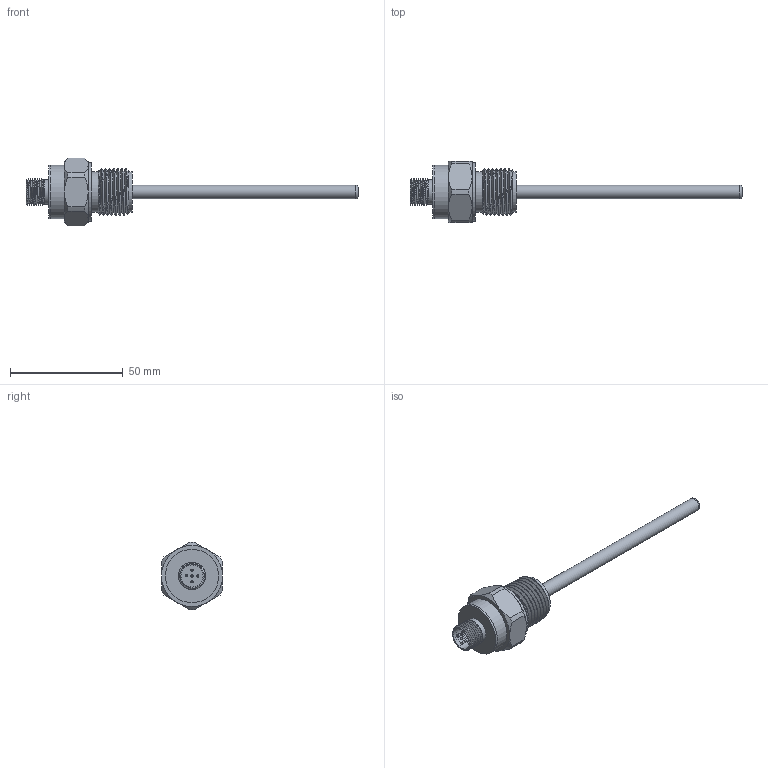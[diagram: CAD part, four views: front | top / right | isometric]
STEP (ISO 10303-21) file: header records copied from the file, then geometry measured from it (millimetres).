
FILE_DESCRIPTION(/* description */ (''),/* implementation_level */ '2;1');
FILE_NAME(/* name */ 'TM100-6-G12M-100 TM100短款航插接头G12外螺纹不含螺纹100长.stp',/* time_stamp */ '2022-09-13T14:05:43+08:00',/* author */ (''),/* organization */ (''),/* preprocessor_version */ 'ST-DEVELOPER v16',/* originating_system */ 'SIEMENS PLM Software NX 10.0',/* authorisation */ '');
FILE_SCHEMA (('CONFIG_CONTROL_DESIGN'));
Length unit declared in the file: millimetre
Products named in the file (1): TM100-6-G12M  TM110短款航插接头G12外牙 
 2022.08_dwg
Bounding box: 147 x 27 x 29.99 mm (x, y, z)
Volume: 11026.2 mm3; surface area: 11049.9 mm2
Topology: 2 solids, 2 shells, 87 faces, 201 edges, 134 vertices
Faces by surface type: cylinder 31, plane 30, cone 16, sphere 5, bspline 4, torus 1
Full cylindrical faces by diameter (mm): 1 x10, 4 x1, 5.8 x1, 6 x1, 9.8 x1, 11 x1, 18 x2, 22.7 x1, 23.6 x2, 26 x1
Entity records: 4380 total; most frequent: CARTESIAN_POINT 2616, DIRECTION 346, ORIENTED_EDGE 300, AXIS2_PLACEMENT_3D 162, EDGE_CURVE 150, EDGE_LOOP 130, VERTEX_POINT 110, ADVANCED_FACE 87
